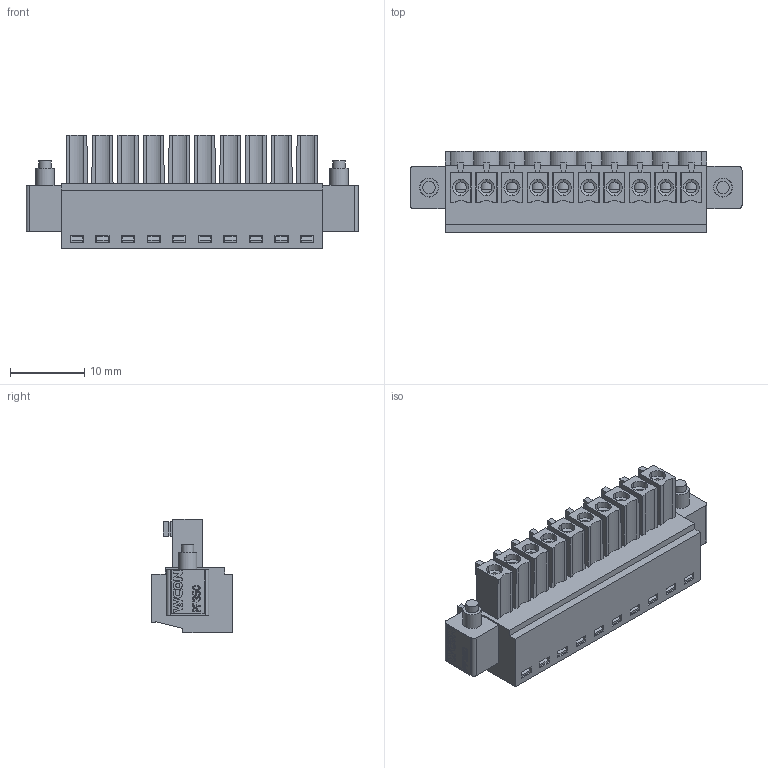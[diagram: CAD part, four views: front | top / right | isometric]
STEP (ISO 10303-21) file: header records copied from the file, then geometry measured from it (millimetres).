
FILE_DESCRIPTION( ('This file contains a STEP AP42 implementation' ,'as created by ZW3D STEP Interface translator.') ,'2;1' );
FILE_NAME( 'PF350-C10ASMW1.stp' ,'231123.152757', (''), ('ZWCAD Software Co.'), 'Version 1.0', 'ZW3D to STEP translator', '' );
FILE_SCHEMA(('AUTOMOTIVE_DESIGN { 1 0 10303 214 1 1 1 1 }'));
Length unit declared in the file: millimetre
Products named in the file (2): 0; PF350-C10ASMW1
Bounding box: 44.7 x 10.93 x 15.26 mm (x, y, z)
Volume: 2804.1 mm3; surface area: 8217.4 mm2
Topology: 14 solids, 34 shells, 1703 faces, 4501 edges, 2946 vertices
Faces by surface type: plane 1216, cylinder 308, cone 76, torus 75, bspline 28
Full cylindrical faces by diameter (mm): 0.553 x1, 1.182 x1, 1.477 x5, 1.674 x2, 2.461 x2, 2.56 x2, 2.855 x4, 3.544 x2, 3.645 x2, 3.84 x4
Entity records: 55633 total; most frequent: CARTESIAN_POINT 11334, ORIENTED_EDGE 8922, DIRECTION 8486, EDGE_CURVE 4501, VECTOR 3354, LINE 3354, VERTEX_POINT 2946, AXIS2_PLACEMENT_3D 2566
